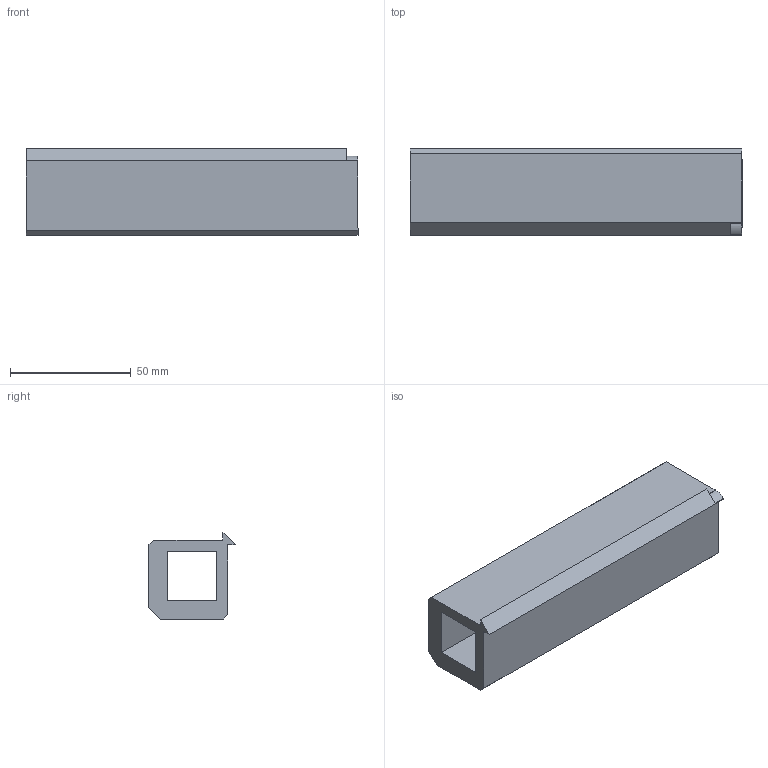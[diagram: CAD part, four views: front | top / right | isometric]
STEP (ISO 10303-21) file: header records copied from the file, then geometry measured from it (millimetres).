
FILE_DESCRIPTION(/* description */ (''),/* implementation_level */ '2;1');
FILE_NAME(/* name */ 'Left Center Covering.step',/* time_stamp */ '2022-05-26T11:35:42-07:00',/* author */ (''),/* organization */ (''),/* preprocessor_version */ 'ST-DEVELOPER v18.1',/* originating_system */ 'Autodesk Translation Framework v10.14.0.1471',/* authorisation */ '');
FILE_SCHEMA (('AUTOMOTIVE_DESIGN { 1 0 10303 214 3 1 1 }'));
Length unit declared in the file: millimetre
Products named in the file (1): FusionComponent
Bounding box: 137.2 x 35.74 x 35.71 mm (x, y, z)
Volume: 88147.9 mm3; surface area: 31087.5 mm2
Topology: 1 solids, 1 shells, 54 faces, 152 edges, 103 vertices
Faces by surface type: plane 46, cylinder 8
Entity records: 1778 total; most frequent: CARTESIAN_POINT 310, ORIENTED_EDGE 304, DIRECTION 280, EDGE_CURVE 152, LINE 134, VECTOR 134, VERTEX_POINT 103, AXIS2_PLACEMENT_3D 73
